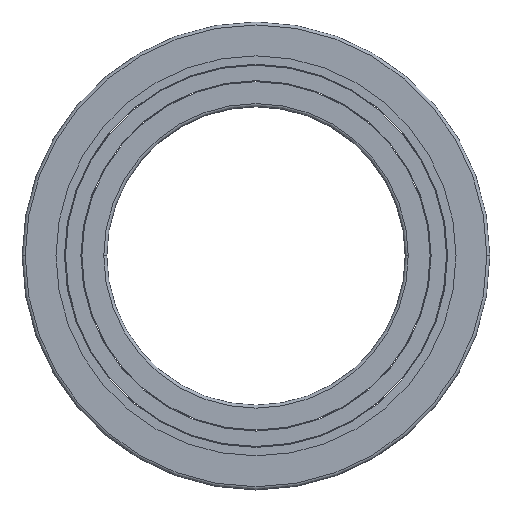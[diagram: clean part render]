
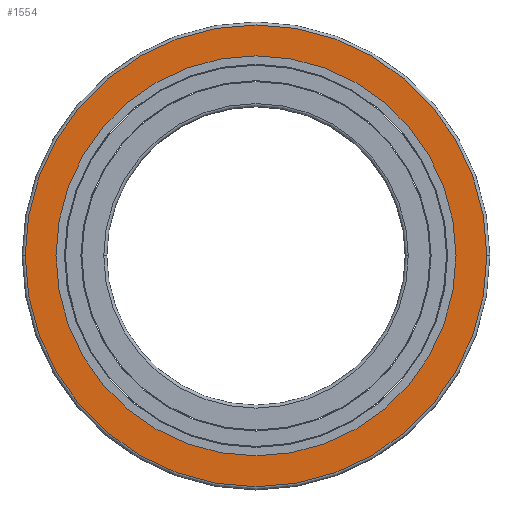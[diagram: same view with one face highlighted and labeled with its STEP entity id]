
A CAD part, top view. The second image highlights one B-rep face of the part: STEP entity #1554.
In plain terms, the highlighted planar face has unit normal (0, 0, 1).
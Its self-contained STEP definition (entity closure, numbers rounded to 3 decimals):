
#257 = CARTESIAN_POINT ( 'NONE',  ( 20.1, 0., 8.5 ) ) ;
#269 = CARTESIAN_POINT ( 'NONE',  ( 23.2, 0., 8.5 ) ) ;
#277 = CARTESIAN_POINT ( 'NONE',  ( -20.1, 0., 8.5 ) ) ;
#290 = CARTESIAN_POINT ( 'NONE',  ( -23.2, 0., 8.5 ) ) ;
#383 = FACE_BOUND ( 'NONE', #726, .T. ) ;
#415 = FACE_OUTER_BOUND ( 'NONE', #732, .T. ) ;
#551 = CIRCLE ( 'NONE', #818, 23.2 ) ;
#561 = CIRCLE ( 'NONE', #845, 20.1 ) ;
#597 = CIRCLE ( 'NONE', #890, 20.1 ) ;
#604 = CIRCLE ( 'NONE', #882, 23.2 ) ;
#726 = EDGE_LOOP ( 'NONE', ( #1372, #1383 ) ) ;
#732 = EDGE_LOOP ( 'NONE', ( #1428, #1419 ) ) ;
#818 = AXIS2_PLACEMENT_3D ( 'NONE', #2250, #2244, #2239 ) ;
#845 = AXIS2_PLACEMENT_3D ( 'NONE', #1671, #1669, #1676 ) ;
#882 = AXIS2_PLACEMENT_3D ( 'NONE', #1757, #1754, #1751 ) ;
#890 = AXIS2_PLACEMENT_3D ( 'NONE', #1785, #1800, #1811 ) ;
#954 = AXIS2_PLACEMENT_3D ( 'NONE', #2089, #2101, #2088 ) ;
#1041 = EDGE_CURVE ( 'NONE', #2333, #2349, #551, .T. ) ;
#1078 = EDGE_CURVE ( 'NONE', #2332, #2354, #561, .T. ) ;
#1094 = EDGE_CURVE ( 'NONE', #2349, #2333, #604, .T. ) ;
#1112 = EDGE_CURVE ( 'NONE', #2354, #2332, #597, .T. ) ;
#1372 = ORIENTED_EDGE ( 'NONE', *, *, #1078, .F. ) ;
#1383 = ORIENTED_EDGE ( 'NONE', *, *, #1112, .F. ) ;
#1419 = ORIENTED_EDGE ( 'NONE', *, *, #1041, .T. ) ;
#1428 = ORIENTED_EDGE ( 'NONE', *, *, #1094, .T. ) ;
#1554 = ADVANCED_FACE ( 'NONE', ( #415, #383 ), #2087, .F. ) ;
#1669 = DIRECTION ( 'NONE',  ( 0., 0., 1. ) ) ;
#1671 = CARTESIAN_POINT ( 'NONE',  ( 0., 0., 8.5 ) ) ;
#1676 = DIRECTION ( 'NONE',  ( 1., 0., 0. ) ) ;
#1751 = DIRECTION ( 'NONE',  ( -1., 0., 0. ) ) ;
#1754 = DIRECTION ( 'NONE',  ( 0., 0., 1. ) ) ;
#1757 = CARTESIAN_POINT ( 'NONE',  ( 0., 0., 8.5 ) ) ;
#1785 = CARTESIAN_POINT ( 'NONE',  ( 0., 0., 8.5 ) ) ;
#1800 = DIRECTION ( 'NONE',  ( 0., 0., 1. ) ) ;
#1811 = DIRECTION ( 'NONE',  ( 1., 0., 0. ) ) ;
#2087 = PLANE ( 'NONE',  #954 ) ;
#2088 = DIRECTION ( 'NONE',  ( -1., 0., 0. ) ) ;
#2089 = CARTESIAN_POINT ( 'NONE',  ( 0., 23.5, 8.5 ) ) ;
#2101 = DIRECTION ( 'NONE',  ( 0., 0., -1. ) ) ;
#2239 = DIRECTION ( 'NONE',  ( -1., 0., 0. ) ) ;
#2244 = DIRECTION ( 'NONE',  ( 0., 0., 1. ) ) ;
#2250 = CARTESIAN_POINT ( 'NONE',  ( 0., 0., 8.5 ) ) ;
#2332 = VERTEX_POINT ( 'NONE', #257 ) ;
#2333 = VERTEX_POINT ( 'NONE', #269 ) ;
#2349 = VERTEX_POINT ( 'NONE', #290 ) ;
#2354 = VERTEX_POINT ( 'NONE', #277 ) ;
